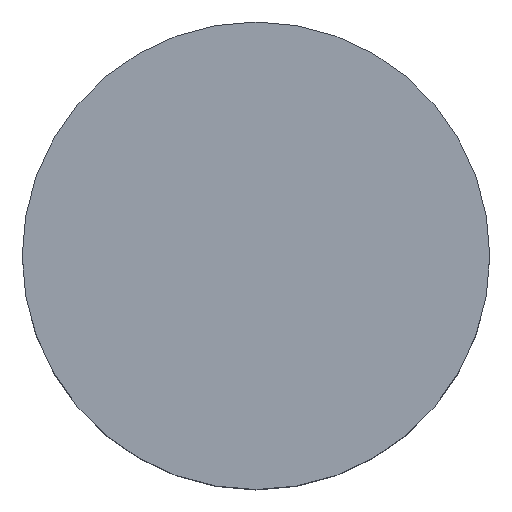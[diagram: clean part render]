
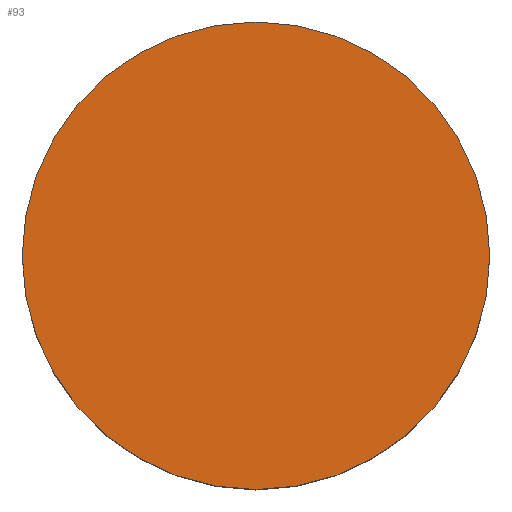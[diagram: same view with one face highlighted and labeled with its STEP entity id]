
A CAD part, top view. The second image highlights one B-rep face of the part: STEP entity #93.
In plain terms, the highlighted planar face has unit normal (0, 0, 1).
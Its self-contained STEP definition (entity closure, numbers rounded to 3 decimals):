
#21 = ORIENTED_EDGE ( 'NONE', *, *, #38, .T. ) ;
#27 = VERTEX_POINT ( 'NONE', #208 ) ;
#30 = DIRECTION ( 'NONE',  ( 1., 0., 0. ) ) ;
#36 = AXIS2_PLACEMENT_3D ( 'NONE', #329, #220, #30 ) ;
#38 = EDGE_CURVE ( 'NONE', #72, #27, #165, .T. ) ;
#49 = AXIS2_PLACEMENT_3D ( 'NONE', #187, #330, #108 ) ;
#53 = DIRECTION ( 'NONE',  ( 0., 0., 1. ) ) ;
#67 = CIRCLE ( 'NONE', #49, 2. ) ;
#72 = VERTEX_POINT ( 'NONE', #223 ) ;
#93 = ADVANCED_FACE ( 'NONE', ( #331 ), #302, .T. ) ;
#108 = DIRECTION ( 'NONE',  ( 1., 0., 0. ) ) ;
#140 = EDGE_CURVE ( 'NONE', #27, #72, #67, .T. ) ;
#156 = EDGE_LOOP ( 'NONE', ( #21, #344 ) ) ;
#165 = CIRCLE ( 'NONE', #36, 2. ) ;
#187 = CARTESIAN_POINT ( 'NONE',  ( 0., 0., 0. ) ) ;
#193 = DIRECTION ( 'NONE',  ( 1., 0., 0. ) ) ;
#208 = CARTESIAN_POINT ( 'NONE',  ( -2., 0., 0. ) ) ;
#220 = DIRECTION ( 'NONE',  ( 0., 0., 1. ) ) ;
#223 = CARTESIAN_POINT ( 'NONE',  ( 2., 0., 0. ) ) ;
#226 = AXIS2_PLACEMENT_3D ( 'NONE', #278, #53, #193 ) ;
#278 = CARTESIAN_POINT ( 'NONE',  ( 0., 0., 0. ) ) ;
#302 = PLANE ( 'NONE',  #226 ) ;
#329 = CARTESIAN_POINT ( 'NONE',  ( 0., 0., 0. ) ) ;
#330 = DIRECTION ( 'NONE',  ( 0., 0., 1. ) ) ;
#331 = FACE_OUTER_BOUND ( 'NONE', #156, .T. ) ;
#344 = ORIENTED_EDGE ( 'NONE', *, *, #140, .T. ) ;
